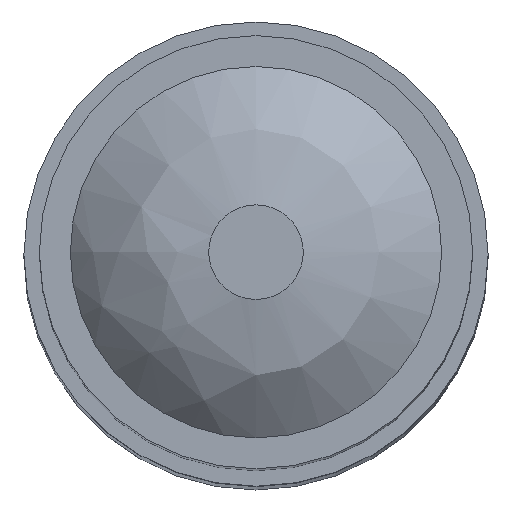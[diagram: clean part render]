
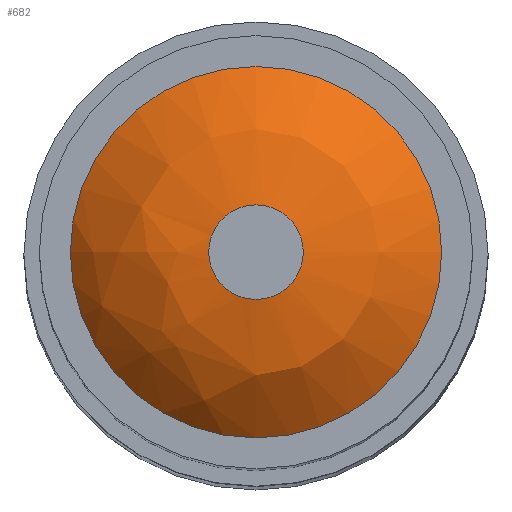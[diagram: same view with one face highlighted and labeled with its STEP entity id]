
A CAD part, top view. The second image highlights one B-rep face of the part: STEP entity #682.
In plain terms, the highlighted free-form (B-spline) face has degree [2, 2] with [3, 9] control points.
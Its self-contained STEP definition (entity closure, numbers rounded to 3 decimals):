
#51=(
BOUNDED_SURFACE()
B_SPLINE_SURFACE(2,2,((#1052,#1053,#1054,#1055,#1056,#1057,#1058,#1059,
#1060),(#1061,#1062,#1063,#1064,#1065,#1066,#1067,#1068,#1069),(#1070,#1071,
#1072,#1073,#1074,#1075,#1076,#1077,#1078)),.UNSPECIFIED.,.F.,.T.,.F.)
B_SPLINE_SURFACE_WITH_KNOTS((3,3),(3,2,2,2,3),(0.73,1.571),
(-3.142,-1.571,0.,1.571,3.142),
 .UNSPECIFIED.)
GEOMETRIC_REPRESENTATION_ITEM()
RATIONAL_B_SPLINE_SURFACE(((1.,0.707,1.,0.707,1.,
0.707,1.,0.707,1.),(0.913,0.645,
0.913,0.645,0.913,0.645,
0.913,0.645,0.913),(1.,0.707,
1.,0.707,1.,0.707,1.,0.707,1.)))
REPRESENTATION_ITEM('')
SURFACE()
);
#93=FACE_OUTER_BOUND('',#141,.T.);
#141=EDGE_LOOP('',(#474,#475,#476,#477));
#269=CIRCLE('',#754,1.528);
#270=CIRCLE('',#755,6.);
#271=CIRCLE('',#756,6.);
#306=VERTEX_POINT('',#1079);
#307=VERTEX_POINT('',#1081);
#372=EDGE_CURVE('',#306,#306,#269,.T.);
#373=EDGE_CURVE('',#306,#307,#270,.T.);
#374=EDGE_CURVE('',#307,#307,#271,.T.);
#474=ORIENTED_EDGE('',*,*,#372,.T.);
#475=ORIENTED_EDGE('',*,*,#373,.T.);
#476=ORIENTED_EDGE('',*,*,#374,.T.);
#477=ORIENTED_EDGE('',*,*,#373,.F.);
#682=ADVANCED_FACE('',(#93),#51,.T.);
#754=AXIS2_PLACEMENT_3D('',#1080,#853,#854);
#755=AXIS2_PLACEMENT_3D('',#1082,#855,#856);
#756=AXIS2_PLACEMENT_3D('',#1083,#857,#858);
#853=DIRECTION('center_axis',(0.,0.,-1.));
#854=DIRECTION('ref_axis',(1.,0.,0.));
#855=DIRECTION('center_axis',(0.,-1.,0.));
#856=DIRECTION('ref_axis',(-1.,0.,0.));
#857=DIRECTION('center_axis',(0.,0.,1.));
#858=DIRECTION('ref_axis',(-1.,0.,0.));
#1052=CARTESIAN_POINT('Ctrl Pts',(-6.,0.,43.));
#1053=CARTESIAN_POINT('Ctrl Pts',(-6.,6.,43.));
#1054=CARTESIAN_POINT('Ctrl Pts',(0.,6.,43.));
#1055=CARTESIAN_POINT('Ctrl Pts',(6.,6.,43.));
#1056=CARTESIAN_POINT('Ctrl Pts',(6.,0.,43.));
#1057=CARTESIAN_POINT('Ctrl Pts',(6.,-6.,43.));
#1058=CARTESIAN_POINT('Ctrl Pts',(0.,-6.,43.));
#1059=CARTESIAN_POINT('Ctrl Pts',(-6.,-6.,43.));
#1060=CARTESIAN_POINT('Ctrl Pts',(-6.,0.,43.));
#1061=CARTESIAN_POINT('Ctrl Pts',(-4.211,0.,45.));
#1062=CARTESIAN_POINT('Ctrl Pts',(-4.211,4.211,45.));
#1063=CARTESIAN_POINT('Ctrl Pts',(0.,4.211,45.));
#1064=CARTESIAN_POINT('Ctrl Pts',(4.211,4.211,45.));
#1065=CARTESIAN_POINT('Ctrl Pts',(4.211,0.,45.));
#1066=CARTESIAN_POINT('Ctrl Pts',(4.211,-4.211,45.));
#1067=CARTESIAN_POINT('Ctrl Pts',(0.,-4.211,45.));
#1068=CARTESIAN_POINT('Ctrl Pts',(-4.211,-4.211,45.));
#1069=CARTESIAN_POINT('Ctrl Pts',(-4.211,0.,45.));
#1070=CARTESIAN_POINT('Ctrl Pts',(-1.528,0.,45.));
#1071=CARTESIAN_POINT('Ctrl Pts',(-1.528,1.528,45.));
#1072=CARTESIAN_POINT('Ctrl Pts',(0.,1.528,45.));
#1073=CARTESIAN_POINT('Ctrl Pts',(1.528,1.528,45.));
#1074=CARTESIAN_POINT('Ctrl Pts',(1.528,0.,45.));
#1075=CARTESIAN_POINT('Ctrl Pts',(1.528,-1.528,45.));
#1076=CARTESIAN_POINT('Ctrl Pts',(0.,-1.528,45.));
#1077=CARTESIAN_POINT('Ctrl Pts',(-1.528,-1.528,45.));
#1078=CARTESIAN_POINT('Ctrl Pts',(-1.528,0.,45.));
#1079=CARTESIAN_POINT('',(-1.528,0.,45.));
#1080=CARTESIAN_POINT('Origin',(0.,0.,45.));
#1081=CARTESIAN_POINT('',(-6.,0.,43.));
#1082=CARTESIAN_POINT('Origin',(-1.528,0.,
39.));
#1083=CARTESIAN_POINT('Origin',(0.,0.,43.));
